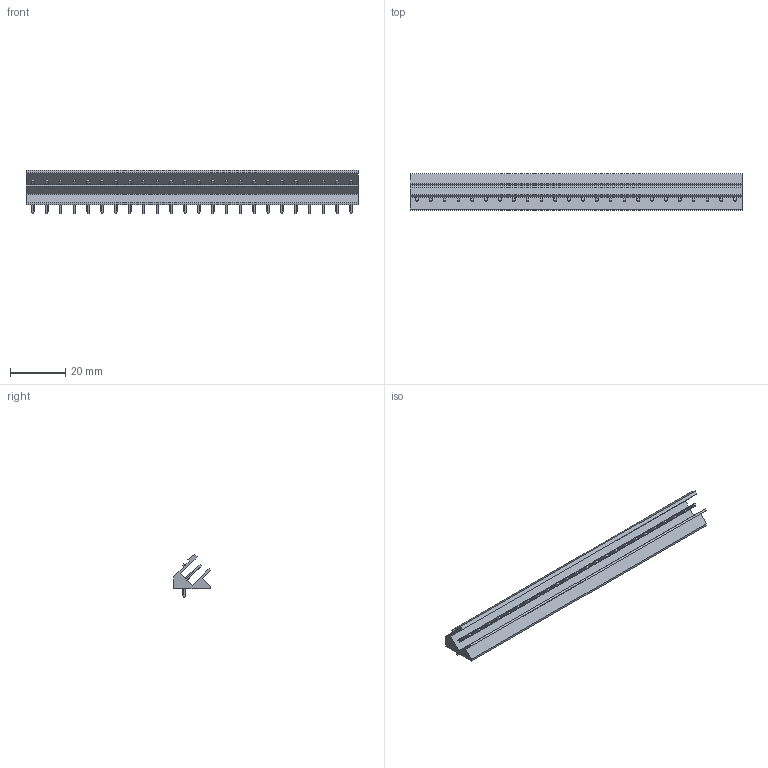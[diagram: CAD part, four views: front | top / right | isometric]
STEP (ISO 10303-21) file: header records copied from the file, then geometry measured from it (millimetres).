
FILE_DESCRIPTION(('CATIA V5 STEP Exchange','CAx-IF Rec.Pracs.--- Model Styling and Organization---1.2---2011-12-15'),'2;1');
FILE_NAME ('D1453866_0_1630470000_1630470000.stp','2018-10-12T14:49:28+00:00',('none'),('Weidmueller'),'CATIA Version 5-6 Release 2014','CATIA V5 STEP AP214','none');
FILE_SCHEMA(('AUTOMOTIVE_DESIGN { 1 0 10303 214 1 1 1 1 }'));
Length unit declared in the file: millimetre
Products named in the file (1): 1630470000
Bounding box: 120 x 13.3 x 15.63 mm (x, y, z)
Volume: 7158.6 mm3; surface area: 9495.6 mm2
Topology: 25 solids, 25 shells, 934 faces, 2460 edges, 1576 vertices
Faces by surface type: plane 548, cylinder 386
Entity records: 33730 total; most frequent: CARTESIAN_POINT 13096, ORIENTED_EDGE 4920, DIRECTION 3106, EDGE_CURVE 2460, VECTOR 1688, LINE 1688, VERTEX_POINT 1576, EDGE_LOOP 982
